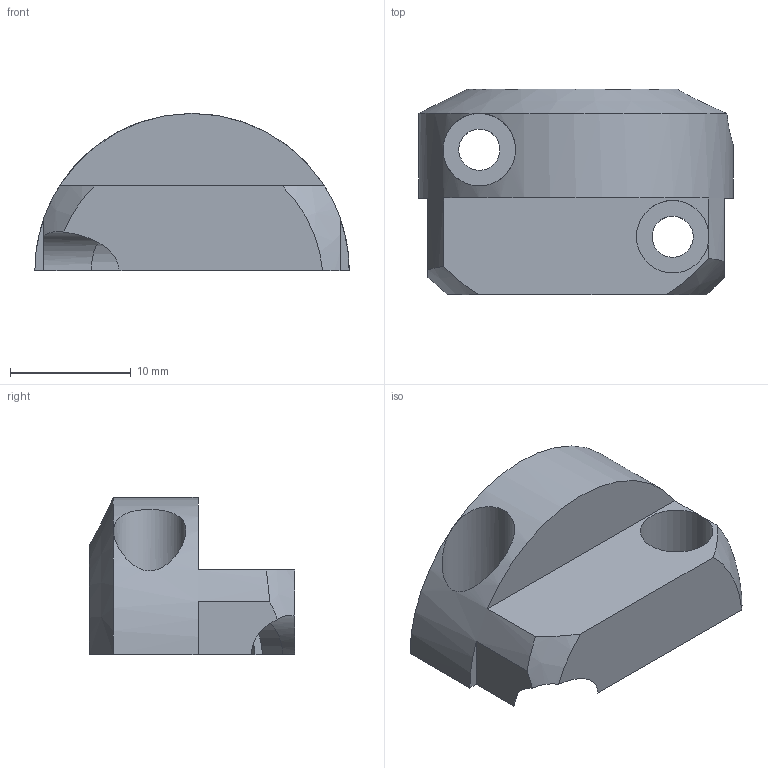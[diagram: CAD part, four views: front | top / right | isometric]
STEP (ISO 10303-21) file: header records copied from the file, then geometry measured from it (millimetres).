
FILE_DESCRIPTION(/* description */ (''),/* implementation_level */ '2;1');
FILE_NAME(/* name */ 'heatbed_cable_clip.step',/* time_stamp */ '2025-07-28T12:39:43+02:00',/* author */ (''),/* organization */ (''),/* preprocessor_version */ 'ST-DEVELOPER v20.1',/* originating_system */ 'Autodesk Translation Framework v14.10.0.0',/* authorisation */ '');
FILE_SCHEMA (('AUTOMOTIVE_DESIGN { 1 0 10303 214 3 1 1 }'));
Length unit declared in the file: millimetre
Products named in the file (1): heatbed_cable_clip
Bounding box: 26 x 17 x 13 mm (x, y, z)
Volume: 2587.7 mm3; surface area: 1857.1 mm2
Topology: 1 solids, 1 shells, 35 faces, 98 edges, 65 vertices
Faces by surface type: plane 19, cylinder 13, sphere 2, cone 1
Full cylindrical faces by diameter (mm): 3.4 x2, 6 x2
Entity records: 1251 total; most frequent: CARTESIAN_POINT 276, DIRECTION 200, ORIENTED_EDGE 196, EDGE_CURVE 98, AXIS2_PLACEMENT_3D 74, VERTEX_POINT 65, LINE 52, VECTOR 52
